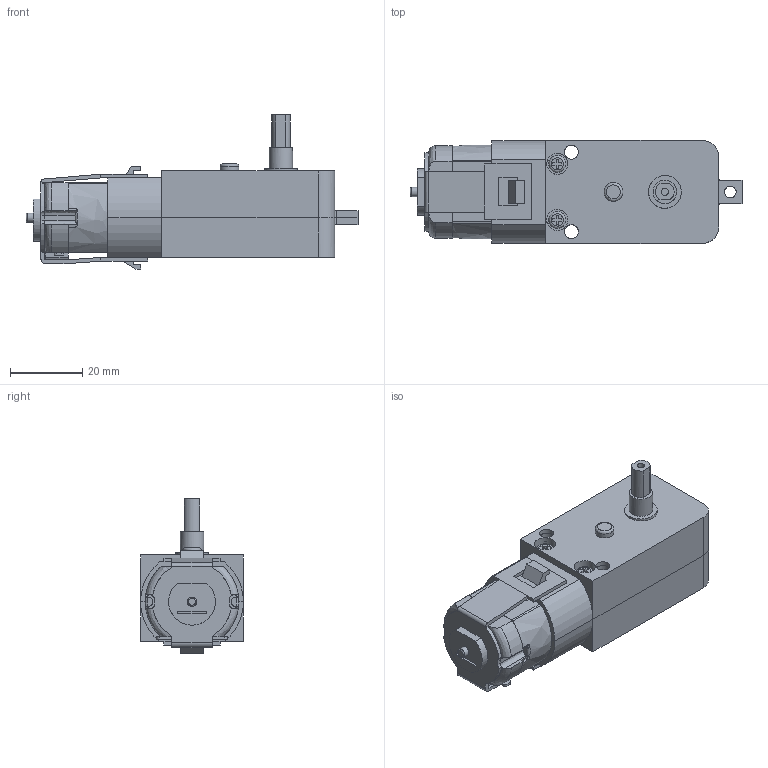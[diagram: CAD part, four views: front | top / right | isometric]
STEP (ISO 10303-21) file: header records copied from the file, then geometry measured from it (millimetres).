
FILE_DESCRIPTION(('FreeCAD Model'),'2;1');
FILE_NAME('Open CASCADE Shape Model','2025-05-02T19:14:45',('FreeCAD'),( 'FreeCAD'),'Open CASCADE STEP processor 7.6','FreeCAD','Unknown');
FILE_SCHEMA(('AUTOMOTIVE_DESIGN { 1 0 10303 214 1 1 1 1 }'));
Products named in the file (1): Open CASCADE STEP translator 7.6 1
Bounding box: 92.02 x 28.51 x 42.77 mm (x, y, z)
Volume: 30729.5 mm3; surface area: 32046.5 mm2
Topology: 16 solids, 16 shells, 1511 faces, 4242 edges, 2802 vertices
Faces by surface type: bspline 1511
Entity records: 106611 total; most frequent: CARTESIAN_POINT 82688, ORIENTED_EDGE 8464, EDGE_CURVE 4232, B_SPLINE_CURVE_WITH_KNOTS 2845, VERTEX_POINT 2796, FACE_BOUND 1607, EDGE_LOOP 1607, ADVANCED_FACE 1511
